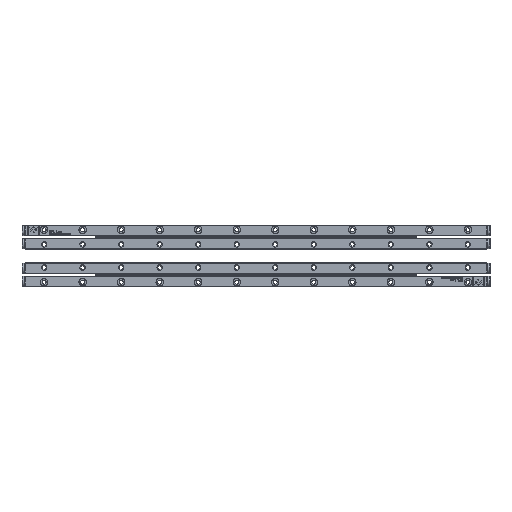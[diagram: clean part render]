
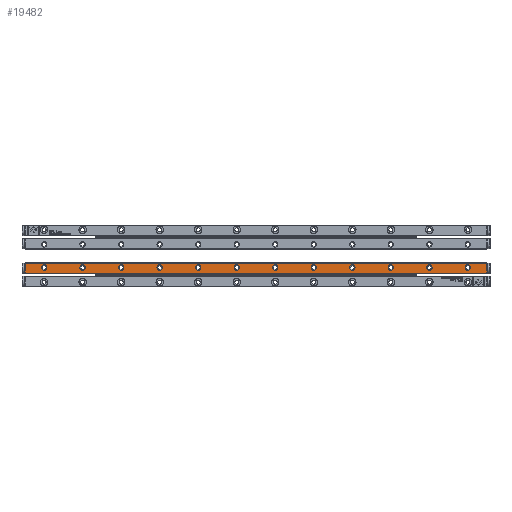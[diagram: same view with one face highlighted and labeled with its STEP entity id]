
A CAD part, top view. The second image highlights one B-rep face of the part: STEP entity #19482.
In plain terms, the highlighted planar face has unit normal (0, 0, 1).
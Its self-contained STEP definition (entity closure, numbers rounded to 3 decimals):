
#19482=ADVANCED_FACE('',(#28341,#28342,#28343,#28344,#28345,#28346,#28347,
#28348,#28349,#28350,#28351,#28352,#28353),#22494,.T.);
#22494=PLANE('',#100405);
#26152=CIRCLE('',#100393,3.525);
#26153=CIRCLE('',#100394,3.525);
#26154=CIRCLE('',#100395,3.525);
#26155=CIRCLE('',#100396,3.525);
#26156=CIRCLE('',#100397,3.525);
#26157=CIRCLE('',#100398,3.525);
#26158=CIRCLE('',#100399,3.525);
#26159=CIRCLE('',#100400,3.525);
#26160=CIRCLE('',#100401,3.525);
#26161=CIRCLE('',#100402,3.525);
#26162=CIRCLE('',#100403,3.525);
#26163=CIRCLE('',#100404,3.525);
#28341=FACE_BOUND('',#33548,.T.);
#28342=FACE_BOUND('',#33549,.T.);
#28343=FACE_BOUND('',#33550,.T.);
#28344=FACE_BOUND('',#33551,.T.);
#28345=FACE_BOUND('',#33552,.T.);
#28346=FACE_BOUND('',#33553,.T.);
#28347=FACE_BOUND('',#33554,.T.);
#28348=FACE_BOUND('',#33555,.T.);
#28349=FACE_BOUND('',#33556,.T.);
#28350=FACE_BOUND('',#33557,.T.);
#28351=FACE_BOUND('',#33558,.T.);
#28352=FACE_BOUND('',#33559,.T.);
#28353=FACE_BOUND('',#33560,.T.);
#33548=EDGE_LOOP('',(#54523));
#33549=EDGE_LOOP('',(#54524));
#33550=EDGE_LOOP('',(#54525));
#33551=EDGE_LOOP('',(#54526));
#33552=EDGE_LOOP('',(#54527));
#33553=EDGE_LOOP('',(#54528));
#33554=EDGE_LOOP('',(#54529));
#33555=EDGE_LOOP('',(#54530));
#33556=EDGE_LOOP('',(#54531));
#33557=EDGE_LOOP('',(#54532));
#33558=EDGE_LOOP('',(#54533));
#33559=EDGE_LOOP('',(#54534));
#33560=EDGE_LOOP('',(#54535,#54536,#54537,#54538));
#54523=ORIENTED_EDGE('',*,*,#76267,.T.);
#54524=ORIENTED_EDGE('',*,*,#76268,.T.);
#54525=ORIENTED_EDGE('',*,*,#76269,.T.);
#54526=ORIENTED_EDGE('',*,*,#76270,.T.);
#54527=ORIENTED_EDGE('',*,*,#76271,.T.);
#54528=ORIENTED_EDGE('',*,*,#76272,.T.);
#54529=ORIENTED_EDGE('',*,*,#76273,.T.);
#54530=ORIENTED_EDGE('',*,*,#76274,.T.);
#54531=ORIENTED_EDGE('',*,*,#76275,.T.);
#54532=ORIENTED_EDGE('',*,*,#76276,.T.);
#54533=ORIENTED_EDGE('',*,*,#76277,.T.);
#54534=ORIENTED_EDGE('',*,*,#76278,.T.);
#54535=ORIENTED_EDGE('',*,*,#76279,.T.);
#54536=ORIENTED_EDGE('',*,*,#76280,.T.);
#54537=ORIENTED_EDGE('',*,*,#76281,.T.);
#54538=ORIENTED_EDGE('',*,*,#76282,.T.);
#65051=VERTEX_POINT('',#148337);
#65052=VERTEX_POINT('',#148339);
#65053=VERTEX_POINT('',#148341);
#65054=VERTEX_POINT('',#148343);
#65055=VERTEX_POINT('',#148345);
#65056=VERTEX_POINT('',#148347);
#65057=VERTEX_POINT('',#148349);
#65058=VERTEX_POINT('',#148351);
#65059=VERTEX_POINT('',#148353);
#65060=VERTEX_POINT('',#148355);
#65061=VERTEX_POINT('',#148357);
#65062=VERTEX_POINT('',#148359);
#65063=VERTEX_POINT('',#148361);
#65064=VERTEX_POINT('',#148362);
#65065=VERTEX_POINT('',#148364);
#65066=VERTEX_POINT('',#148366);
#76267=EDGE_CURVE('',#65051,#65051,#26152,.T.);
#76268=EDGE_CURVE('',#65052,#65052,#26153,.T.);
#76269=EDGE_CURVE('',#65053,#65053,#26154,.T.);
#76270=EDGE_CURVE('',#65054,#65054,#26155,.T.);
#76271=EDGE_CURVE('',#65055,#65055,#26156,.T.);
#76272=EDGE_CURVE('',#65056,#65056,#26157,.T.);
#76273=EDGE_CURVE('',#65057,#65057,#26158,.T.);
#76274=EDGE_CURVE('',#65058,#65058,#26159,.T.);
#76275=EDGE_CURVE('',#65059,#65059,#26160,.T.);
#76276=EDGE_CURVE('',#65060,#65060,#26161,.T.);
#76277=EDGE_CURVE('',#65061,#65061,#26162,.T.);
#76278=EDGE_CURVE('',#65062,#65062,#26163,.T.);
#76279=EDGE_CURVE('',#65063,#65064,#84521,.T.);
#76280=EDGE_CURVE('',#65064,#65065,#84522,.T.);
#76281=EDGE_CURVE('',#65065,#65066,#84523,.T.);
#76282=EDGE_CURVE('',#65066,#65063,#84524,.T.);
#84521=LINE('',#148360,#92225);
#84522=LINE('',#148363,#92226);
#84523=LINE('',#148365,#92227);
#84524=LINE('',#148367,#92228);
#92225=VECTOR('',#121772,1.);
#92226=VECTOR('',#121773,1.);
#92227=VECTOR('',#121774,1.);
#92228=VECTOR('',#121775,1.);
#100393=AXIS2_PLACEMENT_3D('',#148336,#121748,#121749);
#100394=AXIS2_PLACEMENT_3D('',#148338,#121750,#121751);
#100395=AXIS2_PLACEMENT_3D('',#148340,#121752,#121753);
#100396=AXIS2_PLACEMENT_3D('',#148342,#121754,#121755);
#100397=AXIS2_PLACEMENT_3D('',#148344,#121756,#121757);
#100398=AXIS2_PLACEMENT_3D('',#148346,#121758,#121759);
#100399=AXIS2_PLACEMENT_3D('',#148348,#121760,#121761);
#100400=AXIS2_PLACEMENT_3D('',#148350,#121762,#121763);
#100401=AXIS2_PLACEMENT_3D('',#148352,#121764,#121765);
#100402=AXIS2_PLACEMENT_3D('',#148354,#121766,#121767);
#100403=AXIS2_PLACEMENT_3D('',#148356,#121768,#121769);
#100404=AXIS2_PLACEMENT_3D('',#148358,#121770,#121771);
#100405=AXIS2_PLACEMENT_3D('',#148368,#121776,#121777);
#121748=DIRECTION('',(0.,0.,-1.));
#121749=DIRECTION('',(1.,0.,0.));
#121750=DIRECTION('',(0.,0.,-1.));
#121751=DIRECTION('',(1.,0.,0.));
#121752=DIRECTION('',(0.,0.,-1.));
#121753=DIRECTION('',(1.,0.,0.));
#121754=DIRECTION('',(0.,0.,-1.));
#121755=DIRECTION('',(1.,0.,0.));
#121756=DIRECTION('',(0.,0.,-1.));
#121757=DIRECTION('',(1.,0.,0.));
#121758=DIRECTION('',(0.,0.,-1.));
#121759=DIRECTION('',(1.,0.,0.));
#121760=DIRECTION('',(0.,0.,-1.));
#121761=DIRECTION('',(1.,0.,0.));
#121762=DIRECTION('',(0.,0.,-1.));
#121763=DIRECTION('',(1.,0.,0.));
#121764=DIRECTION('',(0.,0.,-1.));
#121765=DIRECTION('',(1.,0.,0.));
#121766=DIRECTION('',(0.,0.,-1.));
#121767=DIRECTION('',(1.,0.,0.));
#121768=DIRECTION('',(0.,0.,-1.));
#121769=DIRECTION('',(1.,0.,0.));
#121770=DIRECTION('',(0.,0.,-1.));
#121771=DIRECTION('',(1.,0.,0.));
#121772=DIRECTION('',(-1.,0.,0.));
#121773=DIRECTION('',(0.,-1.,0.));
#121774=DIRECTION('',(1.,0.,0.));
#121775=DIRECTION('',(0.,1.,0.));
#121776=DIRECTION('',(0.,0.,1.));
#121777=DIRECTION('',(-1.,0.,0.));
#148336=CARTESIAN_POINT('',(275.,-15.,15.));
#148337=CARTESIAN_POINT('',(278.525,-15.,15.));
#148338=CARTESIAN_POINT('',(225.,-15.,15.));
#148339=CARTESIAN_POINT('',(228.525,-15.,15.));
#148340=CARTESIAN_POINT('',(175.,-15.,15.));
#148341=CARTESIAN_POINT('',(178.525,-15.,15.));
#148342=CARTESIAN_POINT('',(125.,-15.,15.));
#148343=CARTESIAN_POINT('',(128.525,-15.,15.));
#148344=CARTESIAN_POINT('',(75.,-15.,15.));
#148345=CARTESIAN_POINT('',(78.525,-15.,15.));
#148346=CARTESIAN_POINT('',(25.,-15.,15.));
#148347=CARTESIAN_POINT('',(28.525,-15.,15.));
#148348=CARTESIAN_POINT('',(-25.,-15.,15.));
#148349=CARTESIAN_POINT('',(-21.475,-15.,15.));
#148350=CARTESIAN_POINT('',(-75.,-15.,15.));
#148351=CARTESIAN_POINT('',(-71.475,-15.,15.));
#148352=CARTESIAN_POINT('',(-125.,-15.,15.));
#148353=CARTESIAN_POINT('',(-121.475,-15.,15.));
#148354=CARTESIAN_POINT('',(-175.,-15.,15.));
#148355=CARTESIAN_POINT('',(-171.475,-15.,15.));
#148356=CARTESIAN_POINT('',(-225.,-15.,15.));
#148357=CARTESIAN_POINT('',(-221.475,-15.,15.));
#148358=CARTESIAN_POINT('',(-275.,-15.,15.));
#148359=CARTESIAN_POINT('',(-271.475,-15.,15.));
#148360=CARTESIAN_POINT('',(0.,-9.75,15.));
#148361=CARTESIAN_POINT('',(299.275,-9.75,15.));
#148362=CARTESIAN_POINT('',(-299.275,-9.75,15.));
#148363=CARTESIAN_POINT('',(-299.275,-16.,15.));
#148364=CARTESIAN_POINT('',(-299.275,-22.25,15.));
#148365=CARTESIAN_POINT('',(0.,-22.25,15.));
#148366=CARTESIAN_POINT('',(299.275,-22.25,15.));
#148367=CARTESIAN_POINT('',(299.275,-16.,15.));
#148368=CARTESIAN_POINT('',(0.,-16.,15.));
